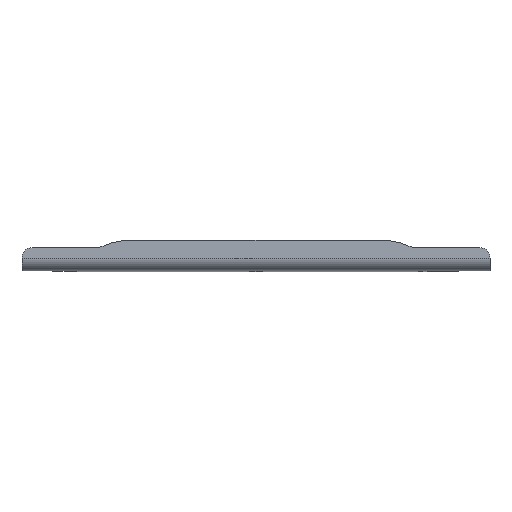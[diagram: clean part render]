
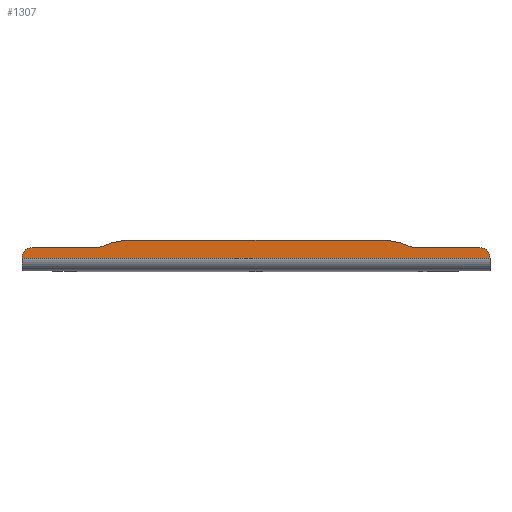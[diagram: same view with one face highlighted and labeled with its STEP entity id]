
A CAD part, top view. The second image highlights one B-rep face of the part: STEP entity #1307.
In plain terms, the highlighted planar face has unit normal (0, 0, 1).
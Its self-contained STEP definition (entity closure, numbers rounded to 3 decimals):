
#149 = DIRECTION ( 'NONE',  ( 0., 0., 1. ) ) ;
#175 = VERTEX_POINT ( 'NONE', #3916 ) ;
#763 = VECTOR ( 'NONE', #3087, 1000. ) ;
#784 = CARTESIAN_POINT ( 'NONE',  ( -103.904, 7., 294.5 ) ) ;
#947 = DIRECTION ( 'NONE',  ( 0., 0., 1. ) ) ;
#975 = ORIENTED_EDGE ( 'NONE', *, *, #5065, .F. ) ;
#1175 = DIRECTION ( 'NONE',  ( 0., 1., 0. ) ) ;
#1190 = LINE ( 'NONE', #4005, #3550 ) ;
#1307 = ADVANCED_FACE ( 'NONE', ( #3167 ), #2411, .F. ) ;
#1441 = CIRCLE ( 'NONE', #5854, 40.781 ) ;
#1493 = DIRECTION ( 'NONE',  ( 0., 1., 0. ) ) ;
#1517 = AXIS2_PLACEMENT_3D ( 'NONE', #5263, #6418, #5237 ) ;
#1538 = LINE ( 'NONE', #4270, #5396 ) ;
#1564 = EDGE_LOOP ( 'NONE', ( #2652, #2667, #5544, #4876, #1910, #4224, #6795, #975, #4977, #1677, #5676, #2521 ) ) ;
#1677 = ORIENTED_EDGE ( 'NONE', *, *, #5752, .F. ) ;
#1751 = VERTEX_POINT ( 'NONE', #4060 ) ;
#1812 = DIRECTION ( 'NONE',  ( 0., 0., -1. ) ) ;
#1853 = EDGE_CURVE ( 'NONE', #3071, #175, #4912, .T. ) ;
#1910 = ORIENTED_EDGE ( 'NONE', *, *, #4057, .T. ) ;
#1922 = VERTEX_POINT ( 'NONE', #4719 ) ;
#1930 = CARTESIAN_POINT ( 'NONE',  ( -70., 17.03, 294.5 ) ) ;
#1942 = VECTOR ( 'NONE', #3647, 1000. ) ;
#2023 = CARTESIAN_POINT ( 'NONE',  ( -125., 13.03, 294.5 ) ) ;
#2030 = VECTOR ( 'NONE', #4667, 1000. ) ;
#2164 = EDGE_CURVE ( 'NONE', #3984, #4706, #5453, .T. ) ;
#2199 = CARTESIAN_POINT ( 'NONE',  ( 131., 7., 294.5 ) ) ;
#2207 = LINE ( 'NONE', #4110, #2030 ) ;
#2411 = PLANE ( 'NONE',  #6420 ) ;
#2468 = EDGE_CURVE ( 'NONE', #7163, #1922, #5275, .T. ) ;
#2521 = ORIENTED_EDGE ( 'NONE', *, *, #6048, .F. ) ;
#2557 = DIRECTION ( 'NONE',  ( 0., 0., -1. ) ) ;
#2652 = ORIENTED_EDGE ( 'NONE', *, *, #5161, .F. ) ;
#2667 = ORIENTED_EDGE ( 'NONE', *, *, #3123, .T. ) ;
#2786 = CARTESIAN_POINT ( 'NONE',  ( -125., 13.03, 294.5 ) ) ;
#3071 = VERTEX_POINT ( 'NONE', #4422 ) ;
#3087 = DIRECTION ( 'NONE',  ( -1., 0., 0. ) ) ;
#3107 = DIRECTION ( 'NONE',  ( 0., 1., 0. ) ) ;
#3123 = EDGE_CURVE ( 'NONE', #5409, #6693, #1190, .T. ) ;
#3135 = CARTESIAN_POINT ( 'NONE',  ( 125., 7.03, 294.5 ) ) ;
#3167 = FACE_OUTER_BOUND ( 'NONE', #1564, .T. ) ;
#3186 = AXIS2_PLACEMENT_3D ( 'NONE', #7084, #2557, #1493 ) ;
#3360 = EDGE_CURVE ( 'NONE', #4637, #6600, #1538, .T. ) ;
#3421 = CARTESIAN_POINT ( 'NONE',  ( -131., 7.03, 294.5 ) ) ;
#3550 = VECTOR ( 'NONE', #1175, 1000. ) ;
#3613 = CARTESIAN_POINT ( 'NONE',  ( -103.904, -303.97, 294.5 ) ) ;
#3647 = DIRECTION ( 'NONE',  ( 1., 0., 0. ) ) ;
#3665 = DIRECTION ( 'NONE',  ( -1., 0., 0. ) ) ;
#3911 = AXIS2_PLACEMENT_3D ( 'NONE', #5777, #4619, #6927 ) ;
#3916 = CARTESIAN_POINT ( 'NONE',  ( 70., 17.03, 294.5 ) ) ;
#3984 = VERTEX_POINT ( 'NONE', #3421 ) ;
#4005 = CARTESIAN_POINT ( 'NONE',  ( 131., -1.97, 294.5 ) ) ;
#4039 = DIRECTION ( 'NONE',  ( 0., -1., 0. ) ) ;
#4057 = EDGE_CURVE ( 'NONE', #6600, #1751, #4155, .T. ) ;
#4060 = CARTESIAN_POINT ( 'NONE',  ( 86.848, 13.388, 294.5 ) ) ;
#4110 = CARTESIAN_POINT ( 'NONE',  ( -131., -1.97, 294.5 ) ) ;
#4116 = EDGE_CURVE ( 'NONE', #1751, #175, #1441, .T. ) ;
#4155 = CIRCLE ( 'NONE', #4809, 4. ) ;
#4224 = ORIENTED_EDGE ( 'NONE', *, *, #4116, .T. ) ;
#4237 = CARTESIAN_POINT ( 'NONE',  ( -131., 7., 294.5 ) ) ;
#4270 = CARTESIAN_POINT ( 'NONE',  ( 125., 13.03, 294.5 ) ) ;
#4422 = CARTESIAN_POINT ( 'NONE',  ( -70., 17.03, 294.5 ) ) ;
#4465 = VERTEX_POINT ( 'NONE', #4237 ) ;
#4619 = DIRECTION ( 'NONE',  ( 0., 0., -1. ) ) ;
#4637 = VERTEX_POINT ( 'NONE', #5540 ) ;
#4667 = DIRECTION ( 'NONE',  ( 0., 1., 0. ) ) ;
#4706 = VERTEX_POINT ( 'NONE', #2786 ) ;
#4719 = CARTESIAN_POINT ( 'NONE',  ( -86.848, 13.388, 294.5 ) ) ;
#4809 = AXIS2_PLACEMENT_3D ( 'NONE', #6376, #1812, #6349 ) ;
#4857 = CARTESIAN_POINT ( 'NONE',  ( 131., 7.03, 294.5 ) ) ;
#4876 = ORIENTED_EDGE ( 'NONE', *, *, #3360, .T. ) ;
#4912 = LINE ( 'NONE', #1930, #1942 ) ;
#4977 = ORIENTED_EDGE ( 'NONE', *, *, #2468, .F. ) ;
#5037 = LINE ( 'NONE', #784, #763 ) ;
#5065 = EDGE_CURVE ( 'NONE', #1922, #3071, #5217, .T. ) ;
#5161 = EDGE_CURVE ( 'NONE', #5409, #4465, #5037, .T. ) ;
#5217 = CIRCLE ( 'NONE', #3911, 40.781 ) ;
#5237 = DIRECTION ( 'NONE',  ( 0., -1., 0. ) ) ;
#5263 = CARTESIAN_POINT ( 'NONE',  ( -88.5, 17.03, 294.5 ) ) ;
#5275 = CIRCLE ( 'NONE', #1517, 4. ) ;
#5334 = DIRECTION ( 'NONE',  ( 0., 1., 0. ) ) ;
#5396 = VECTOR ( 'NONE', #3665, 1000. ) ;
#5409 = VERTEX_POINT ( 'NONE', #2199 ) ;
#5453 = CIRCLE ( 'NONE', #3186, 6. ) ;
#5540 = CARTESIAN_POINT ( 'NONE',  ( 125., 13.03, 294.5 ) ) ;
#5544 = ORIENTED_EDGE ( 'NONE', *, *, #6829, .T. ) ;
#5640 = LINE ( 'NONE', #2023, #6378 ) ;
#5676 = ORIENTED_EDGE ( 'NONE', *, *, #2164, .F. ) ;
#5752 = EDGE_CURVE ( 'NONE', #4706, #7163, #5640, .T. ) ;
#5765 = CARTESIAN_POINT ( 'NONE',  ( -88.5, 13.03, 294.5 ) ) ;
#5777 = CARTESIAN_POINT ( 'NONE',  ( -70., -23.751, 294.5 ) ) ;
#5854 = AXIS2_PLACEMENT_3D ( 'NONE', #6327, #149, #4039 ) ;
#6048 = EDGE_CURVE ( 'NONE', #4465, #3984, #2207, .T. ) ;
#6327 = CARTESIAN_POINT ( 'NONE',  ( 70., -23.751, 294.5 ) ) ;
#6349 = DIRECTION ( 'NONE',  ( 0., -1., 0. ) ) ;
#6357 = CIRCLE ( 'NONE', #7111, 6. ) ;
#6376 = CARTESIAN_POINT ( 'NONE',  ( 88.5, 17.03, 294.5 ) ) ;
#6378 = VECTOR ( 'NONE', #6550, 1000. ) ;
#6418 = DIRECTION ( 'NONE',  ( 0., 0., 1. ) ) ;
#6420 = AXIS2_PLACEMENT_3D ( 'NONE', #3613, #6953, #5334 ) ;
#6550 = DIRECTION ( 'NONE',  ( 1., 0., 0. ) ) ;
#6600 = VERTEX_POINT ( 'NONE', #7128 ) ;
#6693 = VERTEX_POINT ( 'NONE', #4857 ) ;
#6795 = ORIENTED_EDGE ( 'NONE', *, *, #1853, .F. ) ;
#6829 = EDGE_CURVE ( 'NONE', #6693, #4637, #6357, .T. ) ;
#6927 = DIRECTION ( 'NONE',  ( 0., -1., 0. ) ) ;
#6953 = DIRECTION ( 'NONE',  ( 0., 0., -1. ) ) ;
#7084 = CARTESIAN_POINT ( 'NONE',  ( -125., 7.03, 294.5 ) ) ;
#7111 = AXIS2_PLACEMENT_3D ( 'NONE', #3135, #947, #3107 ) ;
#7128 = CARTESIAN_POINT ( 'NONE',  ( 88.5, 13.03, 294.5 ) ) ;
#7163 = VERTEX_POINT ( 'NONE', #5765 ) ;
